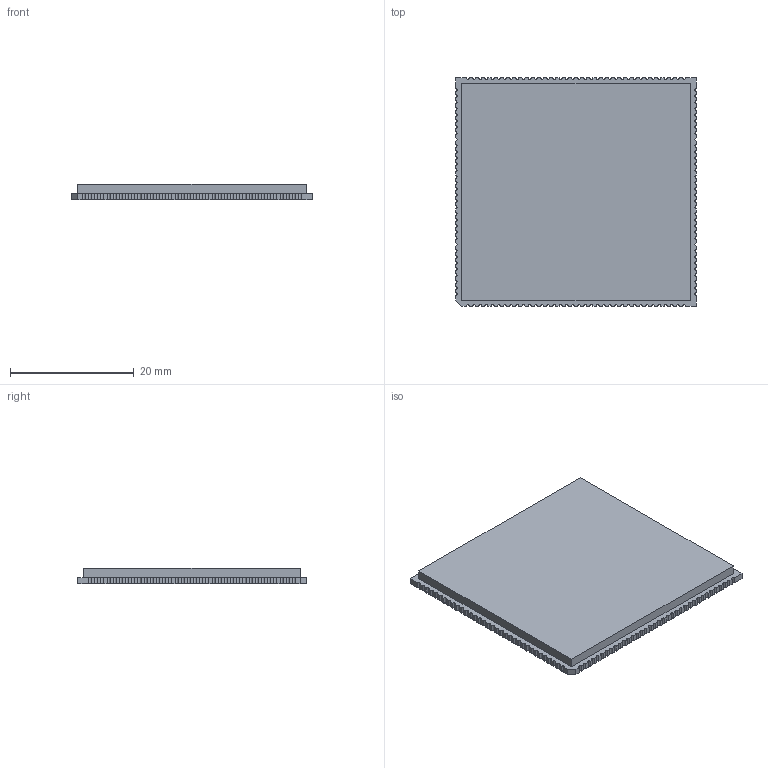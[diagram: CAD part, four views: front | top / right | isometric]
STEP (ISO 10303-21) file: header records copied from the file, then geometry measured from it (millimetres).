
FILE_DESCRIPTION(('FreeCAD Model'),'2;1');
FILE_NAME('MYC-Y6ULX.step','2020-03-02T09:39:42',('Author'),( ''),'Open CASCADE STEP processor 7.3','FreeCAD','Unknown');
FILE_SCHEMA(('AUTOMOTIVE_DESIGN { 1 0 10303 214 1 1 1 1 }'));
Length unit declared in the file: millimetre
Products named in the file (1): Fusion001001001001002002
Bounding box: 39 x 37 x 2.5 mm (x, y, z)
Volume: 3371.3 mm3; surface area: 3264.9 mm2
Topology: 1 solids, 1 shells, 292 faces, 867 edges, 578 vertices
Faces by surface type: plane 152, cylinder 140
Entity records: 22899 total; most frequent: CARTESIAN_POINT 3752, DIRECTION 3187, LINE 1761, VECTOR 1761, ORIENTED_EDGE 1734, PCURVE 1734, DEFINITIONAL_REPRESENTATION 1734, EDGE_CURVE 867
